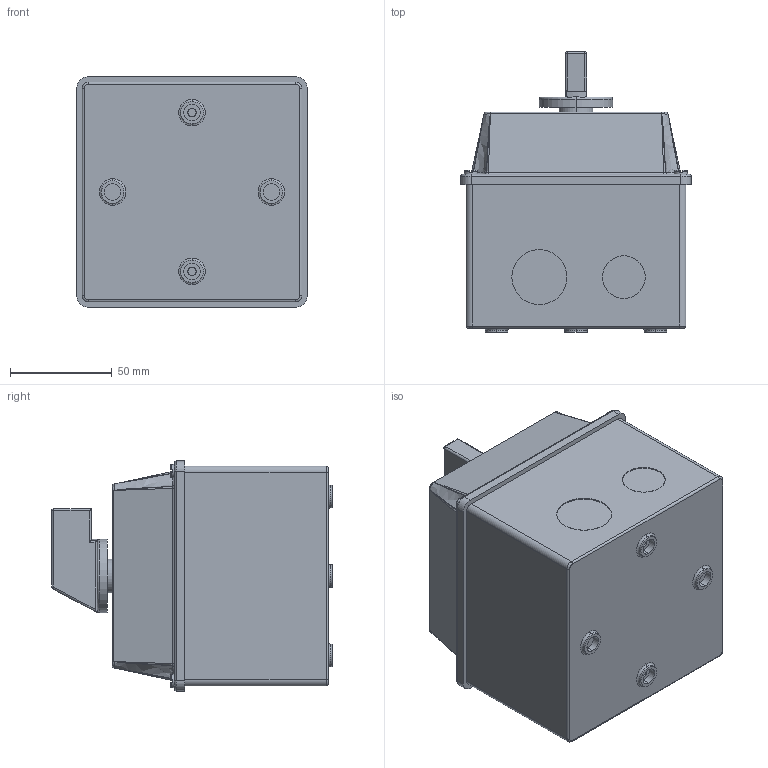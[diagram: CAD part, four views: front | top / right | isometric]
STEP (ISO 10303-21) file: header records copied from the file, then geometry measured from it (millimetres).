
FILE_DESCRIPTION (( 'STEP AP203' ), '1' );
FILE_NAME ('ﾏﾊ-3-13 63ﾀ 3ﾐ (pk-3-13-63).STEP', '2018-09-04T06:52:28', ( '' ), ( '' ), 'SwSTEP 2.0', 'SolidWorks 2017', '' );
FILE_SCHEMA (( 'CONFIG_CONTROL_DESIGN' ));
Length unit declared in the file: millimetre
Products named in the file (1): ﾏﾊ-3-13 63ﾀ 3ﾐ (pk-3-13-63)
Bounding box: 113 x 137.8 x 113 mm (x, y, z)
Volume: 1182167.3 mm3; surface area: 73680.5 mm2
Topology: 3 solids, 3 shells, 352 faces, 871 edges, 546 vertices
Faces by surface type: plane 154, cylinder 94, bspline 58, torus 34, sphere 12
Entity records: 13266 total; most frequent: CARTESIAN_POINT 5186, ORIENTED_EDGE 1718, DIRECTION 1570, EDGE_CURVE 859, AXIS2_PLACEMENT_3D 570, VERTEX_POINT 546, VECTOR 430, LINE 430
